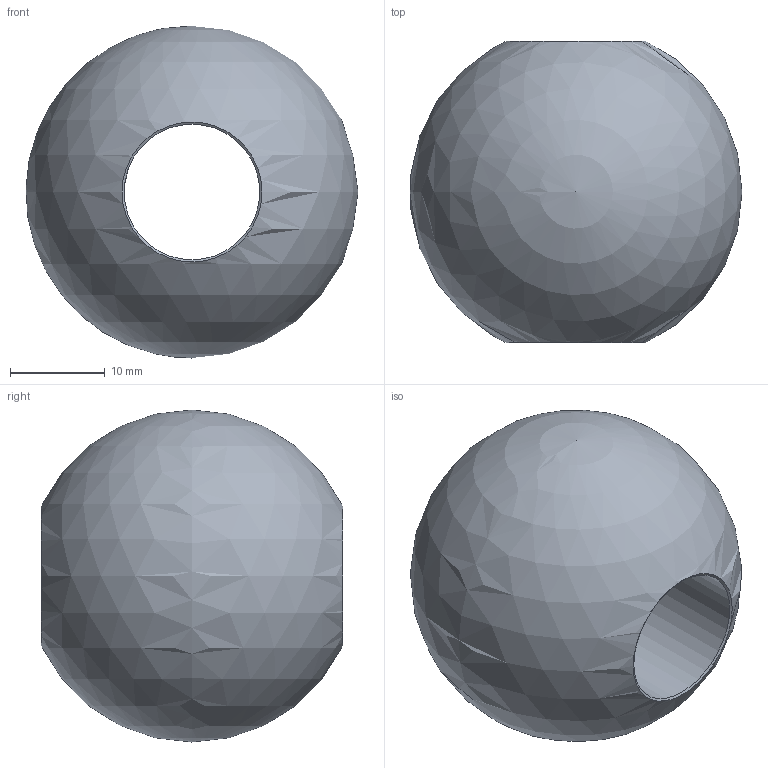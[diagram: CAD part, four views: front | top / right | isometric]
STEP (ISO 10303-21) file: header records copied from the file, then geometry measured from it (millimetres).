
FILE_DESCRIPTION (( 'STEP AP203' ), '1' );
FILE_NAME ('3574-D.step', '2020-02-04T09:52:55', ( '' ), ( '' ), 'SwSTEP 2.0', 'SolidWorks 2015', '' );
FILE_SCHEMA (( 'CONFIG_CONTROL_DESIGN' ));
Length unit declared in the file: millimetre
Products named in the file (2): 3574-D
Bounding box: 34.99 x 31.74 x 35 mm (x, y, z)
Volume: 17067 mm3; surface area: 4930.3 mm2
Topology: 1 solids, 1 shells, 192 faces, 518 edges, 345 vertices
Faces by surface type: plane 92, bspline 77, cylinder 20, cone 2, sphere 1
Full cylindrical faces by diameter (mm): 14.3 x1
Entity records: 9060 total; most frequent: CARTESIAN_POINT 4600, ORIENTED_EDGE 1022, DIRECTION 663, EDGE_CURVE 511, VERTEX_POINT 342, LINE 253, VECTOR 253, EDGE_LOOP 215
